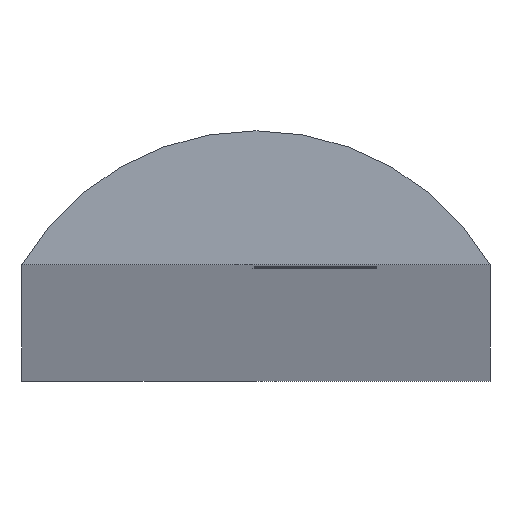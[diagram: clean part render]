
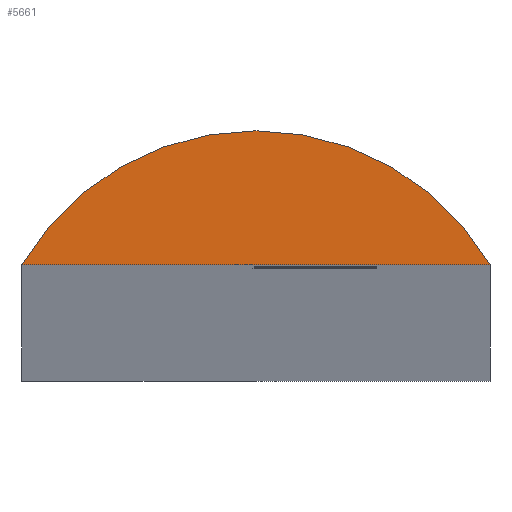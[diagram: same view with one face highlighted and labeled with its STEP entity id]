
A CAD part, top view. The second image highlights one B-rep face of the part: STEP entity #5661.
In plain terms, the highlighted planar face has unit normal (0, 0, 1).
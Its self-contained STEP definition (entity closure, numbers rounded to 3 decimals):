
#215 = DIRECTION ( 'NONE',  ( -1., 0., 0. ) ) ;
#777 = VECTOR ( 'NONE', #4039, 1000. ) ;
#843 = VERTEX_POINT ( 'NONE', #8491 ) ;
#898 = AXIS2_PLACEMENT_3D ( 'NONE', #2362, #6958, #3021 ) ;
#914 = VERTEX_POINT ( 'NONE', #4664 ) ;
#2362 = CARTESIAN_POINT ( 'NONE',  ( 0., -4.125, 0. ) ) ;
#2463 = ORIENTED_EDGE ( 'NONE', *, *, #7898, .T. ) ;
#2844 = PLANE ( 'NONE',  #4654 ) ;
#3021 = DIRECTION ( 'NONE',  ( -1., 0., 0. ) ) ;
#3511 = CARTESIAN_POINT ( 'NONE',  ( 0., -4.125, 0. ) ) ;
#4039 = DIRECTION ( 'NONE',  ( 1., 0., 0. ) ) ;
#4168 = DIRECTION ( 'NONE',  ( 0., 0., -1. ) ) ;
#4276 = LINE ( 'NONE', #7968, #777 ) ;
#4654 = AXIS2_PLACEMENT_3D ( 'NONE', #3511, #4168, #215 ) ;
#4664 = CARTESIAN_POINT ( 'NONE',  ( 7., 0., 0. ) ) ;
#4781 = ORIENTED_EDGE ( 'NONE', *, *, #7616, .T. ) ;
#5661 = ADVANCED_FACE ( 'NONE', ( #8368 ), #2844, .F. ) ;
#6553 = CIRCLE ( 'NONE', #898, 8.125 ) ;
#6885 = EDGE_LOOP ( 'NONE', ( #2463, #4781 ) ) ;
#6958 = DIRECTION ( 'NONE',  ( 0., 0., 1. ) ) ;
#7616 = EDGE_CURVE ( 'NONE', #843, #914, #4276, .T. ) ;
#7898 = EDGE_CURVE ( 'NONE', #914, #843, #6553, .T. ) ;
#7968 = CARTESIAN_POINT ( 'NONE',  ( -7., 0., 0. ) ) ;
#8368 = FACE_OUTER_BOUND ( 'NONE', #6885, .T. ) ;
#8491 = CARTESIAN_POINT ( 'NONE',  ( -7., 0., 0. ) ) ;
